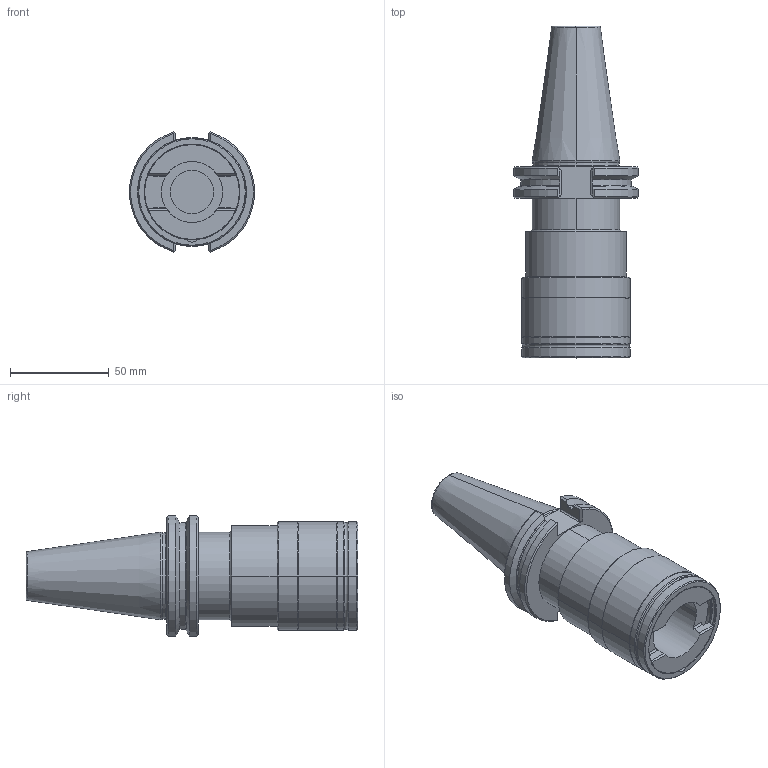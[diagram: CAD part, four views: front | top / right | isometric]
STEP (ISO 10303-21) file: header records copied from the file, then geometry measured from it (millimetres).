
FILE_DESCRIPTION((''),'2;1');
FILE_NAME('32600-40CAT','2021-06-22T13:47:06',('046'),(''),'CREO PARAMETRIC BY PTC INC, 2019352','CREO PARAMETRIC BY PTC INC, 2019352','');
FILE_SCHEMA(('CONFIG_CONTROL_DESIGN'));
Length unit declared in the file: millimetre
Products named in the file (1): 32600-40CAT
Bounding box: 63.32 x 168.25 x 60.86 mm (x, y, z)
Volume: 249073 mm3; surface area: 38357.1 mm2
Topology: 1 solids, 1 shells, 146 faces, 401 edges, 246 vertices
Faces by surface type: cylinder 51, plane 49, cone 33, torus 13
Entity records: 4894 total; most frequent: CARTESIAN_POINT 1180, ORIENTED_EDGE 794, DIRECTION 763, EDGE_CURVE 397, AXIS2_PLACEMENT_3D 294, VERTEX_POINT 246, VECTOR 175, LINE 175
